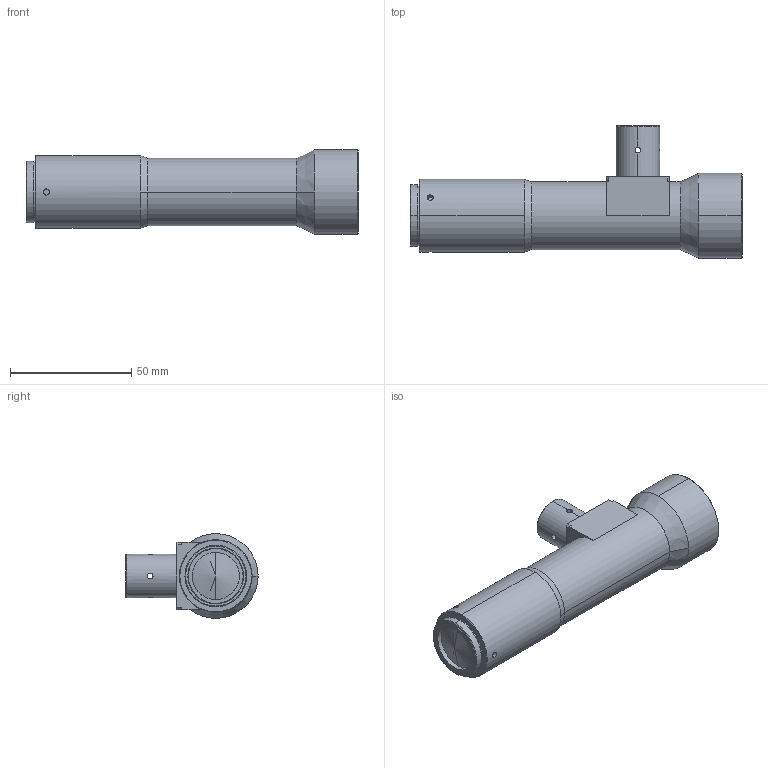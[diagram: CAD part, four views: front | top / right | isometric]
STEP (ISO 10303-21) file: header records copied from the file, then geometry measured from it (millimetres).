
FILE_DESCRIPTION (( 'STEP AP203' ), '1' );
FILE_NAME ('WWK20-110C-111.STEP', '2017-06-13T08:58:54', ( 'frank' ), ( '' ), 'SwSTEP 2.0', 'SolidWorks 2012', '' );
FILE_SCHEMA (( 'CONFIG_CONTROL_DESIGN' ));
Length unit declared in the file: millimetre
Products named in the file (1): WWK20-110C-111
Bounding box: 137.1 x 54.6 x 35 mm (x, y, z)
Volume: 101460.3 mm3; surface area: 17803 mm2
Topology: 1 solids, 1 shells, 126 faces, 304 edges, 185 vertices
Faces by surface type: cylinder 60, cone 36, plane 30
Entity records: 4178 total; most frequent: CARTESIAN_POINT 1180, DIRECTION 629, ORIENTED_EDGE 584, EDGE_CURVE 292, AXIS2_PLACEMENT_3D 248, VERTEX_POINT 185, EDGE_LOOP 151, LINE 133
